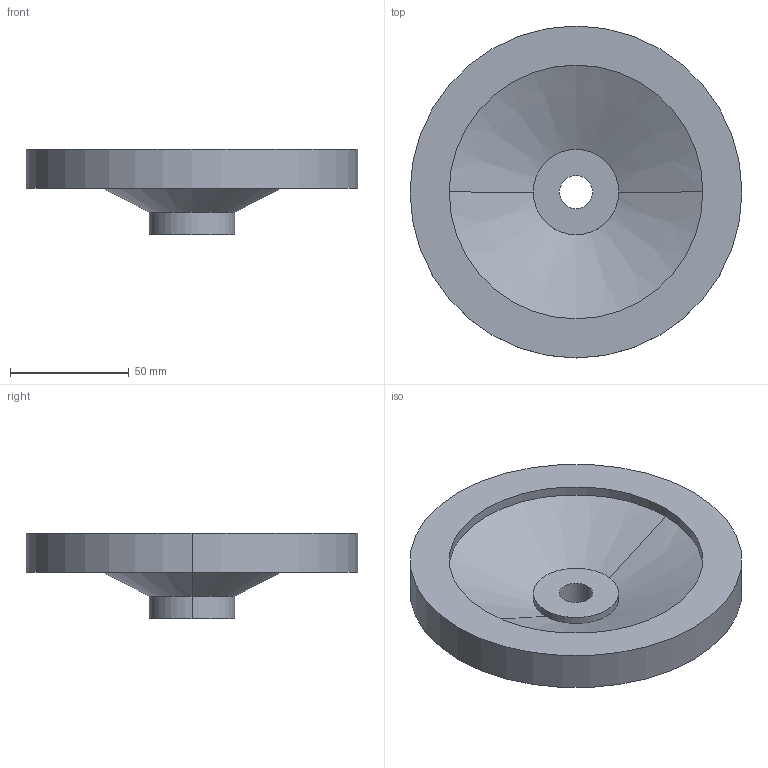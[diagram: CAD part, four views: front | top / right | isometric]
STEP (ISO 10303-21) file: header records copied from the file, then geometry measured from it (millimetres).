
FILE_DESCRIPTION(('STEP AP214'),'1');
FILE_NAME(' ',' ',('TraceParts'),('TraceParts S.A.'),'XStep 1.0',' ',' ');
FILE_SCHEMA(('automotive_design'));
Length unit declared in the file: millimetre
Products named in the file (1): 1
Bounding box: 140 x 140 x 36 mm (x, y, z)
Volume: 162285.1 mm3; surface area: 45933.3 mm2
Topology: 1 solids, 1 shells, 20 faces, 40 edges, 24 vertices
Faces by surface type: cylinder 12, cone 4, plane 4
Entity records: 1032 total; most frequent: DIRECTION 106, STYLED_ITEM 85, PRESENTATION_STYLE_ASSIGNMENT 85, CARTESIAN_POINT 85, COLOUR_RGB 85, ORIENTED_EDGE 80, AXIS2_PLACEMENT_3D 45, EDGE_CURVE 40
